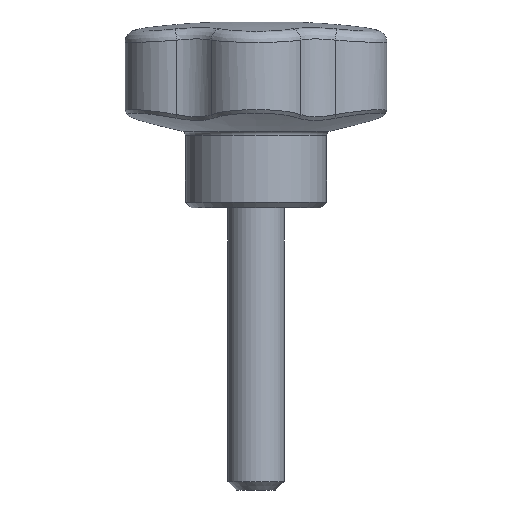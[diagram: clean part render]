
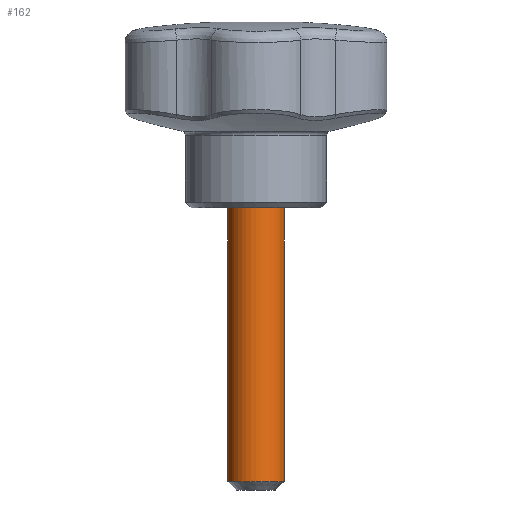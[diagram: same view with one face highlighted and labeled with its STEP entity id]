
A CAD part, front view. The second image highlights one B-rep face of the part: STEP entity #162.
In plain terms, the highlighted cylindrical face has radius 5 mm (diameter 10 mm), a full revolution.
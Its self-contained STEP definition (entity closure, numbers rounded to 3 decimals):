
#162 = ADVANCED_FACE( '', ( #344, #345 ), #346, .T. );
#344 = FACE_OUTER_BOUND( '', #2114, .T. );
#345 = FACE_OUTER_BOUND( '', #2115, .T. );
#346 = CYLINDRICAL_SURFACE( '', #2116, 5. );
#2114 = EDGE_LOOP( '', ( #3708 ) );
#2115 = EDGE_LOOP( '', ( #3709 ) );
#2116 = AXIS2_PLACEMENT_3D( '', #3710, #3711, #3712 );
#3708 = ORIENTED_EDGE( '', *, *, #3933, .T. );
#3709 = ORIENTED_EDGE( '', *, *, #4017, .F. );
#3710 = CARTESIAN_POINT( '', ( 0., 0., -50. ) );
#3711 = DIRECTION( '', ( 0., 0., -1. ) );
#3712 = DIRECTION( '', ( 0., 1., 0. ) );
#3933 = EDGE_CURVE( '', #4165, #4165, #4166, .T. );
#4017 = EDGE_CURVE( '', #4281, #4281, #4282, .T. );
#4165 = VERTEX_POINT( '', #5040 );
#4166 = CIRCLE( '', #5041, 5. );
#4281 = VERTEX_POINT( '', #6179 );
#4282 = CIRCLE( '', #6180, 5. );
#5040 = CARTESIAN_POINT( '', ( 0., 5., -48.5 ) );
#5041 = AXIS2_PLACEMENT_3D( '', #6698, #6699, #6700 );
#6179 = CARTESIAN_POINT( '', ( 0., -5., 0. ) );
#6180 = AXIS2_PLACEMENT_3D( '', #6743, #6744, #6745 );
#6698 = CARTESIAN_POINT( '', ( 0., 0., -48.5 ) );
#6699 = DIRECTION( '', ( 0., 0., 1. ) );
#6700 = DIRECTION( '', ( 0., 1., 0. ) );
#6743 = CARTESIAN_POINT( '', ( 0., 0., 0. ) );
#6744 = DIRECTION( '', ( 0., 0., 1. ) );
#6745 = DIRECTION( '', ( 0., -1., 0. ) );
